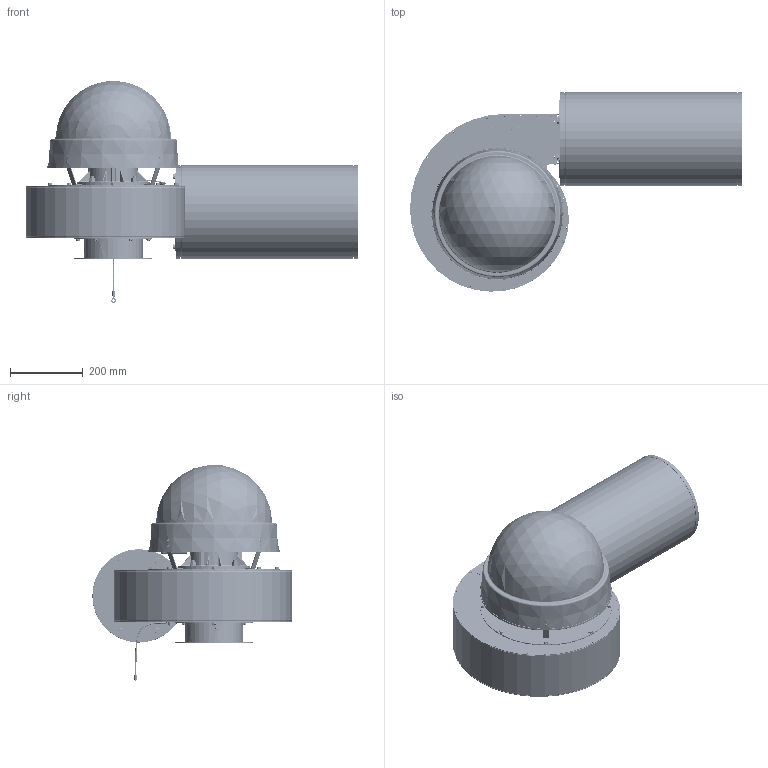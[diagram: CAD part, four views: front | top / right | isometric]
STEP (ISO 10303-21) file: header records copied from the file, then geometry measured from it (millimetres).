
FILE_DESCRIPTION(/* description */ ('888W10 WPA-6-D-N/Ex','CAx-IF Rec.Pracs.---Representation and Presentation of Product Manufacturing Information (PMI)---4.0---2014-10-13'),/* implementation_level */ '2;1');
FILE_NAME(/* name */ '888W10 WPA-6-D-N_Ex @ Wylot poziomo.stp',/* time_stamp */ '2022-05-09T12:21:49+02:00',/* author */ ('b.kitowicz'),/* organization */ ('KLIMAWENT S.A.'),/* preprocessor_version */ 'ST-DEVELOPER v18.1',/* originating_system */ 'Autodesk Inventor 2021',/* authorisation */ '');
FILE_SCHEMA (('AP242_MANAGED_MODEL_BASED_3D_ENGINEERING_MIM_LF { 1 0 10303 442 1 1 4 }'));
Length unit declared in the file: millimetre
Products named in the file (1): ~~
Bounding box: 914.88 x 549.23 x 611.36 mm (x, y, z)
Volume: 20673739.7 mm3; surface area: 2896132 mm2
Topology: 23 solids, 23 shells, 6709 faces, 17018 edges, 11092 vertices
Faces by surface type: plane 3342, cylinder 1473, bspline 1226, cone 393, torus 248, sphere 27
Full cylindrical faces by diameter (mm): 2 x70, 2.3 x2, 2.4 x8, 3 x24, 3.2 x76, 3.3 x11, 3.4 x14, 3.5 x85, 4 x12, 4.3 x8, 4.5 x4, 4.8 x3, 4.917 x1, 5.5 x4, 6 x37, 6.1 x1, 6.4 x2, 6.5 x94, 7 x14, 7.917 x8, 8 x8, 8.88 x14, 9 x6, 10 x8, 10.5 x1, 11 x4, 11.63 x4, 12 x4, 12.5 x1, 14.63 x4
Entity records: 229274 total; most frequent: CARTESIAN_POINT 65515, ORIENTED_EDGE 34008, DIRECTION 29685, EDGE_CURVE 17004, VERTEX_POINT 11120, AXIS2_PLACEMENT_3D 10291, LINE 9103, VECTOR 9103
